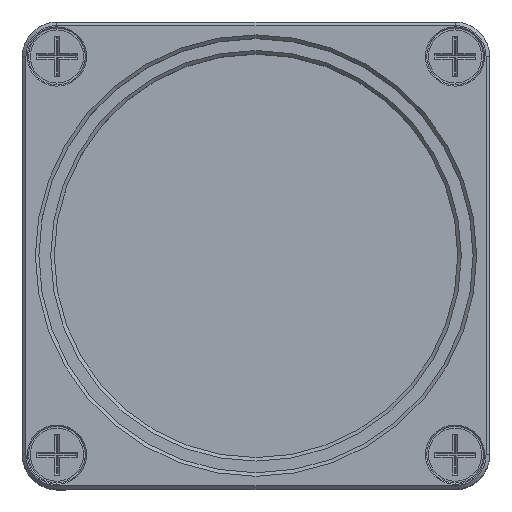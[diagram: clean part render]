
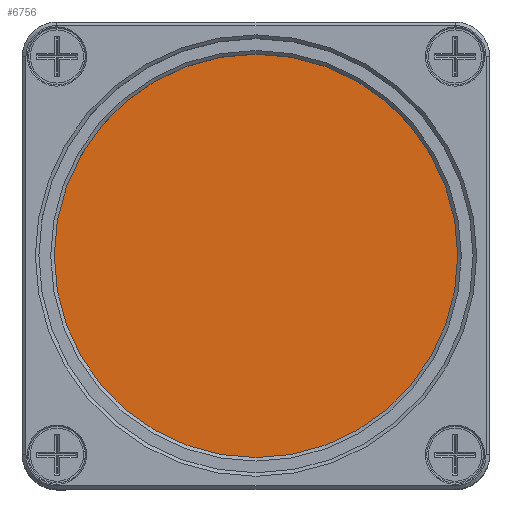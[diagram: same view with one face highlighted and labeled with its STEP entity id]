
A CAD part, top view. The second image highlights one B-rep face of the part: STEP entity #6756.
In plain terms, the highlighted planar face has unit normal (0, 0, 1).
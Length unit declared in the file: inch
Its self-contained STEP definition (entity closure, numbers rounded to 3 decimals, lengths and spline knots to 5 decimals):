
#4351=FACE_OUTER_BOUND('',#17494,.T.);
#6756=ADVANCED_FACE('',(#4351),#8285,.T.);
#8285=PLANE('',#39045);
#17494=EDGE_LOOP('',(#21495));
#21495=ORIENTED_EDGE('',*,*,#33059,.T.);
#29423=VERTEX_POINT('',#53994);
#33059=EDGE_CURVE('',#29423,#29423,#37106,.T.);
#37106=CIRCLE('',#39042,12.5);
#39042=AXIS2_PLACEMENT_3D('',#53993,#44187,#44188);
#39045=AXIS2_PLACEMENT_3D('',#53998,#44193,#44194);
#44187=DIRECTION('',(0.,0.,1.));
#44188=DIRECTION('',(1.,0.,0.));
#44193=DIRECTION('',(0.,0.,1.));
#44194=DIRECTION('',(1.,0.,0.));
#53993=CARTESIAN_POINT('',(0.,0.,1.1));
#53994=CARTESIAN_POINT('',(12.5,0.,1.1));
#53998=CARTESIAN_POINT('',(0.,0.,1.1));
